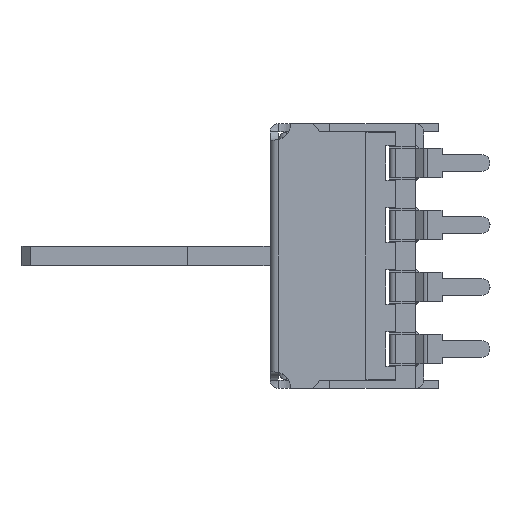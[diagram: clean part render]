
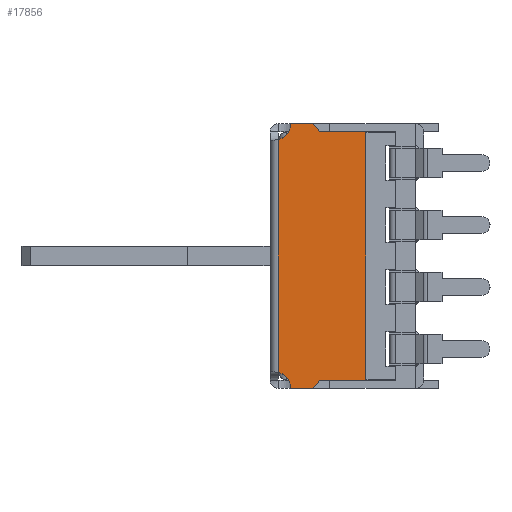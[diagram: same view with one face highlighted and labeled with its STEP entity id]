
A CAD part, left-side view. The second image highlights one B-rep face of the part: STEP entity #17856.
In plain terms, the highlighted planar face has unit normal (-1, 0, 0).
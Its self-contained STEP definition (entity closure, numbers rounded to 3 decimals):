
#3363=DIRECTION('',(0.,0.,1.));
#3364=VECTOR('',#3363,15.);
#3365=CARTESIAN_POINT('',(-36.,-5.8,-7.5));
#3366=LINE('',#3365,#3364);
#3379=CARTESIAN_POINT('',(-36.,-0.25,8.));
#3380=DIRECTION('',(-1.,0.,0.));
#3381=DIRECTION('',(0.,-0.25,-0.968));
#3382=AXIS2_PLACEMENT_3D('',#3379,#3380,#3381);
#3384=DIRECTION('',(0.,-0.625,-0.781));
#3385=VECTOR('',#3384,0.64);
#3386=CARTESIAN_POINT('',(-36.,-2.6,8.));
#3387=LINE('',#3386,#3385);
#3388=DIRECTION('',(0.,1.,0.));
#3389=VECTOR('',#3388,2.8);
#3390=CARTESIAN_POINT('',(-36.,-5.8,-7.5));
#3391=LINE('',#3390,#3389);
#3392=DIRECTION('',(0.,0.625,-0.781));
#3393=VECTOR('',#3392,0.64);
#3394=CARTESIAN_POINT('',(-36.,-3.,-7.5));
#3395=LINE('',#3394,#3393);
#3396=DIRECTION('',(0.,1.,0.));
#3397=VECTOR('',#3396,1.35);
#3398=CARTESIAN_POINT('',(-36.,-2.6,-8.));
#3399=LINE('',#3398,#3397);
#3400=CARTESIAN_POINT('',(-36.,-0.25,-8.));
#3401=DIRECTION('',(-1.,0.,0.));
#3402=DIRECTION('',(0.,-1.,0.));
#3403=AXIS2_PLACEMENT_3D('',#3400,#3401,#3402);
#3405=DIRECTION('',(0.,0.,-1.));
#3406=VECTOR('',#3405,14.064);
#3407=CARTESIAN_POINT('',(-36.,-0.5,7.032));
#3408=LINE('',#3407,#3406);
#5822=DIRECTION('',(0.,1.,0.));
#5823=VECTOR('',#5822,2.8);
#5824=CARTESIAN_POINT('',(-36.,-5.8,7.5));
#5825=LINE('',#5824,#5823);
#5834=DIRECTION('',(0.,1.,0.));
#5835=VECTOR('',#5834,1.35);
#5836=CARTESIAN_POINT('',(-36.,-2.6,8.));
#5837=LINE('',#5836,#5835);
#11383=CARTESIAN_POINT('',(-36.,-0.5,-7.032));
#11385=VERTEX_POINT('',#11383);
#11387=CARTESIAN_POINT('',(-36.,-1.25,-8.));
#11388=VERTEX_POINT('',#11387);
#11391=CARTESIAN_POINT('',(-36.,-0.5,7.032));
#11392=VERTEX_POINT('',#11391);
#11393=CARTESIAN_POINT('',(-36.,-1.25,8.));
#11394=VERTEX_POINT('',#11393);
#11395=CARTESIAN_POINT('',(-36.,-2.6,8.));
#11396=VERTEX_POINT('',#11395);
#11397=CARTESIAN_POINT('',(-36.,-3.,7.5));
#11398=VERTEX_POINT('',#11397);
#11399=CARTESIAN_POINT('',(-36.,-5.8,7.5));
#11400=VERTEX_POINT('',#11399);
#11401=CARTESIAN_POINT('',(-36.,-5.8,-7.5));
#11402=VERTEX_POINT('',#11401);
#11403=CARTESIAN_POINT('',(-36.,-3.,-7.5));
#11404=VERTEX_POINT('',#11403);
#11405=CARTESIAN_POINT('',(-36.,-2.6,-8.));
#11406=VERTEX_POINT('',#11405);
#17832=CARTESIAN_POINT('',(-36.,35.25,0.));
#17833=DIRECTION('',(-1.,0.,0.));
#17834=DIRECTION('',(0.,1.,0.));
#17835=AXIS2_PLACEMENT_3D('',#17832,#17833,#17834);
#17836=PLANE('',#17835);
#17838=ORIENTED_EDGE('',*,*,#17837,.F.);
#17840=ORIENTED_EDGE('',*,*,#17839,.T.);
#17842=ORIENTED_EDGE('',*,*,#17841,.F.);
#17844=ORIENTED_EDGE('',*,*,#17843,.T.);
#17846=ORIENTED_EDGE('',*,*,#17845,.F.);
#17847=ORIENTED_EDGE('',*,*,#17809,.F.);
#17848=ORIENTED_EDGE('',*,*,#17823,.T.);
#17850=ORIENTED_EDGE('',*,*,#17849,.T.);
#17852=ORIENTED_EDGE('',*,*,#17851,.T.);
#17853=ORIENTED_EDGE('',*,*,#17614,.T.);
#17854=EDGE_LOOP('',(#17838,#17840,#17842,#17844,#17846,#17847,#17848,#17850,
#17852,#17853));
#17855=FACE_OUTER_BOUND('',#17854,.F.);
#17856=ADVANCED_FACE('',(#17855),#17836,.T.);
#3383=CIRCLE('',#3382,1.);
#3404=CIRCLE('',#3403,1.);
#17614=EDGE_CURVE('',#11388,#11385,#3404,.T.);
#17809=EDGE_CURVE('',#11402,#11400,#3366,.T.);
#17823=EDGE_CURVE('',#11402,#11404,#3391,.T.);
#17837=EDGE_CURVE('',#11392,#11385,#3408,.T.);
#17839=EDGE_CURVE('',#11392,#11394,#3383,.T.);
#17841=EDGE_CURVE('',#11396,#11394,#5837,.T.);
#17843=EDGE_CURVE('',#11396,#11398,#3387,.T.);
#17845=EDGE_CURVE('',#11400,#11398,#5825,.T.);
#17849=EDGE_CURVE('',#11404,#11406,#3395,.T.);
#17851=EDGE_CURVE('',#11406,#11388,#3399,.T.);
